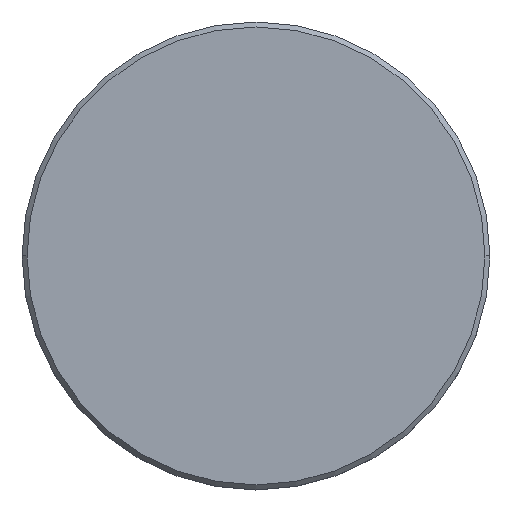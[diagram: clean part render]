
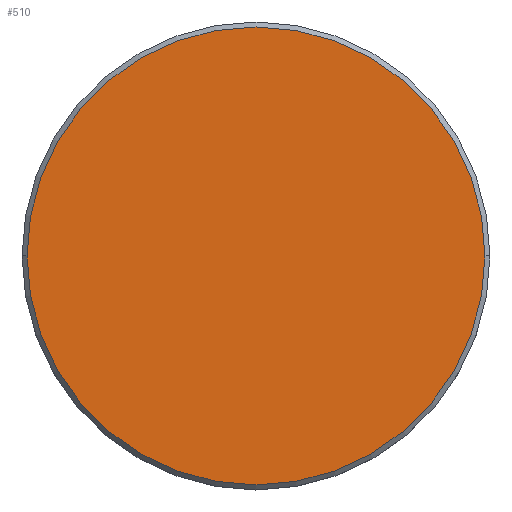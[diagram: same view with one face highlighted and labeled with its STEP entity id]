
A CAD part, top view. The second image highlights one B-rep face of the part: STEP entity #510.
In plain terms, the highlighted planar face has unit normal (0, 0, 1).
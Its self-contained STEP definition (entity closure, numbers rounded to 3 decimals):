
#130 = EDGE_LOOP ( 'NONE', ( #800, #663 ) ) ;
#159 = EDGE_CURVE ( 'NONE', #250, #788, #1060, .T. ) ;
#173 = CARTESIAN_POINT ( 'NONE',  ( 0., 0., 0. ) ) ;
#220 = AXIS2_PLACEMENT_3D ( 'NONE', #351, #973, #624 ) ;
#221 = AXIS2_PLACEMENT_3D ( 'NONE', #173, #813, #895 ) ;
#248 = AXIS2_PLACEMENT_3D ( 'NONE', #262, #346, #628 ) ;
#250 = VERTEX_POINT ( 'NONE', #565 ) ;
#262 = CARTESIAN_POINT ( 'NONE',  ( 0., 0., 0. ) ) ;
#277 = PLANE ( 'NONE',  #221 ) ;
#313 = CARTESIAN_POINT ( 'NONE',  ( -23., 0., 0. ) ) ;
#346 = DIRECTION ( 'NONE',  ( 0., 0., 1. ) ) ;
#351 = CARTESIAN_POINT ( 'NONE',  ( 0., 0., 0. ) ) ;
#510 = ADVANCED_FACE ( 'NONE', ( #803 ), #277, .T. ) ;
#565 = CARTESIAN_POINT ( 'NONE',  ( 23., 0., 0. ) ) ;
#596 = EDGE_CURVE ( 'NONE', #788, #250, #1081, .T. ) ;
#624 = DIRECTION ( 'NONE',  ( 1., 0., 0. ) ) ;
#628 = DIRECTION ( 'NONE',  ( 1., 0., 0. ) ) ;
#663 = ORIENTED_EDGE ( 'NONE', *, *, #159, .T. ) ;
#788 = VERTEX_POINT ( 'NONE', #313 ) ;
#800 = ORIENTED_EDGE ( 'NONE', *, *, #596, .T. ) ;
#803 = FACE_OUTER_BOUND ( 'NONE', #130, .T. ) ;
#813 = DIRECTION ( 'NONE',  ( 0., 0., 1. ) ) ;
#895 = DIRECTION ( 'NONE',  ( 1., 0., 0. ) ) ;
#973 = DIRECTION ( 'NONE',  ( 0., 0., 1. ) ) ;
#1060 = CIRCLE ( 'NONE', #220, 23. ) ;
#1081 = CIRCLE ( 'NONE', #248, 23. ) ;
